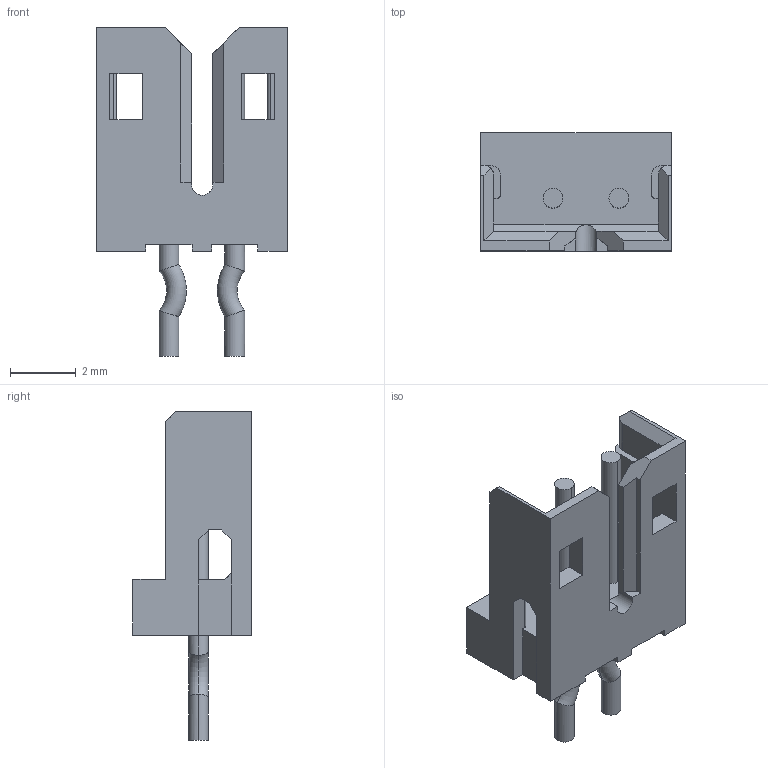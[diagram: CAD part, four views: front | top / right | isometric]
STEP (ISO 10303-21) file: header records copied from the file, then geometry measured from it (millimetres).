
FILE_DESCRIPTION((''),'2;1');
FILE_NAME('C-292161-2','2009-08-26T',('workeradm'),(''),'PRO/ENGINEER BY PARAMETRIC TECHNOLOGY CORPORATION, 2008380','PRO/ENGINEER BY PARAMETRIC TECHNOLOGY CORPORATION, 2008380','');
FILE_SCHEMA(('AUTOMOTIVE_DESIGN { 1 0 10303 214 1 1 1 1 }'));
Length unit declared in the file: millimetre
Products named in the file (1): C-292161-2
Bounding box: 5.8 x 3.6 x 10 mm (x, y, z)
Volume: 57.7 mm3; surface area: 206.9 mm2
Topology: 1 solids, 1 shells, 87 faces, 258 edges, 171 vertices
Faces by surface type: plane 64, cylinder 19, torus 4
Entity records: 3039 total; most frequent: CARTESIAN_POINT 663, ORIENTED_EDGE 516, DIRECTION 443, EDGE_CURVE 258, VECTOR 203, LINE 203, VERTEX_POINT 171, AXIS2_PLACEMENT_3D 120
